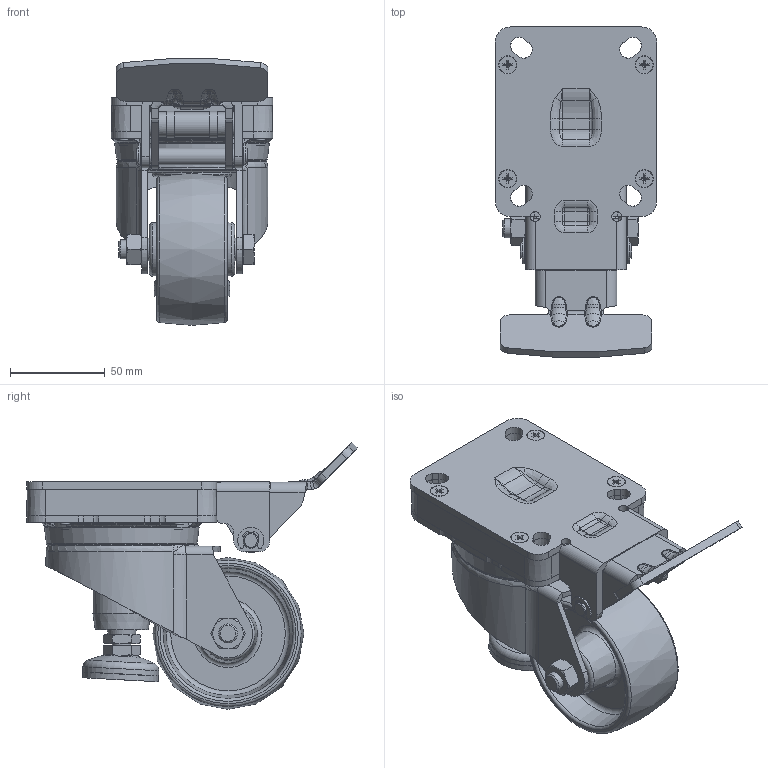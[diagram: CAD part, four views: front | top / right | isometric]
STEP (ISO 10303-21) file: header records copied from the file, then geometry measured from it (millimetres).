
FILE_DESCRIPTION(/* description */ ('Heberolle'),/* implementation_level */ '2;1');
FILE_NAME(/* name */ '412547890 Heberolle.stp',/* time_stamp */ '2019-09-13T09:39:15+02:00',/* author */ ('wheldmann'),/* organization */ (''),/* preprocessor_version */ 'ST-DEVELOPER v17.2',/* originating_system */ 'Autodesk Inventor 2019',/* authorisation */ '');
FILE_SCHEMA (('AUTOMOTIVE_DESIGN { 1 0 10303 214 3 1 1 }'));
Products named in the file (1): 412547890 Heberolle
Bounding box: 85 x 174.07 x 140.55 mm (x, y, z)
Volume: 449517.1 mm3; surface area: 120986.4 mm2
Topology: 3 solids, 17 shells, 971 faces, 2554 edges, 1646 vertices
Faces by surface type: plane 325, cylinder 238, bspline 215, cone 122, torus 70, sphere 1
Full cylindrical faces by diameter (mm): 5 x8, 5.2 x2, 6 x4, 6.5 x4, 8 x2, 8.1 x2, 8.8 x3, 9.815 x1, 10 x3, 12 x1, 13.335 x3, 15.2 x1, 16 x1, 30.4 x1, 39.8 x1, 40 x2, 42 x1, 58 x1
Entity records: 46003 total; most frequent: CARTESIAN_POINT 21927, ORIENTED_EDGE 5108, DIRECTION 4539, EDGE_CURVE 2554, AXIS2_PLACEMENT_3D 1762, VERTEX_POINT 1646, EDGE_LOOP 1048, LINE 1015
